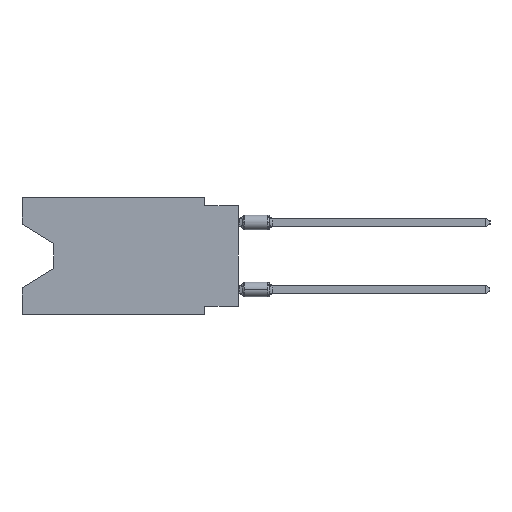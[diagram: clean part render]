
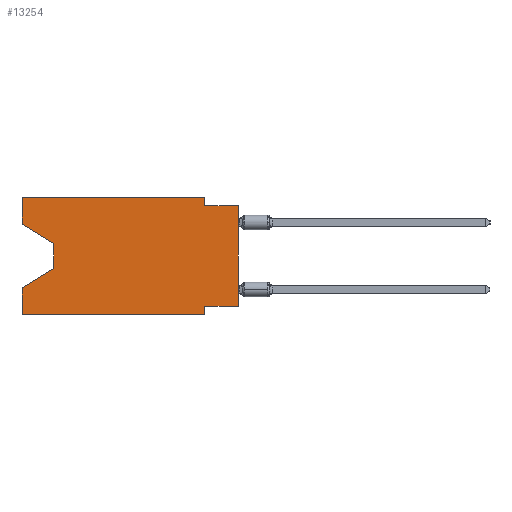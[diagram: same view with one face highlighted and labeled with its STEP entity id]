
A CAD part, left-side view. The second image highlights one B-rep face of the part: STEP entity #13254.
In plain terms, the highlighted planar face has unit normal (-1, 0, 0).
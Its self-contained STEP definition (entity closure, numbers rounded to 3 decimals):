
#24 = VERTEX_POINT ( 'NONE', #8038 ) ;
#125 = EDGE_CURVE ( 'NONE', #1680, #11506, #8104, .T. ) ;
#132 = DIRECTION ( 'NONE',  ( 0., 1., 0. ) ) ;
#308 = LINE ( 'NONE', #1268, #6023 ) ;
#408 = CARTESIAN_POINT ( 'NONE',  ( 0., 16.383, -6.852 ) ) ;
#506 = LINE ( 'NONE', #12728, #4529 ) ;
#660 = VECTOR ( 'NONE', #11419, 1000. ) ;
#857 = LINE ( 'NONE', #2974, #12568 ) ;
#1268 = CARTESIAN_POINT ( 'NONE',  ( 0., 16.383, 0. ) ) ;
#1343 = ORIENTED_EDGE ( 'NONE', *, *, #10468, .T. ) ;
#1466 = VECTOR ( 'NONE', #132, 1000. ) ;
#1680 = VERTEX_POINT ( 'NONE', #12799 ) ;
#1730 = LINE ( 'NONE', #5904, #7658 ) ;
#1861 = CARTESIAN_POINT ( 'NONE',  ( 0., 2.54, -0.635 ) ) ;
#1920 = ORIENTED_EDGE ( 'NONE', *, *, #125, .F. ) ;
#1940 = EDGE_CURVE ( 'NONE', #6150, #13365, #5276, .T. ) ;
#2055 = DIRECTION ( 'NONE',  ( 1., 0., 0. ) ) ;
#2290 = EDGE_CURVE ( 'NONE', #6646, #12778, #1730, .T. ) ;
#2343 = DIRECTION ( 'NONE',  ( 0., -1., 0. ) ) ;
#2413 = CARTESIAN_POINT ( 'NONE',  ( 0., 16.383, -8.89 ) ) ;
#2733 = CARTESIAN_POINT ( 'NONE',  ( 0., 16.383, 0. ) ) ;
#2974 = CARTESIAN_POINT ( 'NONE',  ( 0., 13.97, -3.505 ) ) ;
#3075 = CARTESIAN_POINT ( 'NONE',  ( 0., 16.383, -2.038 ) ) ;
#3224 = CARTESIAN_POINT ( 'NONE',  ( 0., 13.97, -5.385 ) ) ;
#3307 = ORIENTED_EDGE ( 'NONE', *, *, #6987, .T. ) ;
#3687 = VERTEX_POINT ( 'NONE', #9284 ) ;
#3888 = LINE ( 'NONE', #2733, #4307 ) ;
#4061 = DIRECTION ( 'NONE',  ( 0., 0., -1. ) ) ;
#4307 = VECTOR ( 'NONE', #7993, 1000. ) ;
#4331 = CARTESIAN_POINT ( 'NONE',  ( 0., 2.54, -8.89 ) ) ;
#4529 = VECTOR ( 'NONE', #9859, 1000. ) ;
#4793 = LINE ( 'NONE', #2413, #7322 ) ;
#4859 = DIRECTION ( 'NONE',  ( 0., 0., 1. ) ) ;
#5122 = CARTESIAN_POINT ( 'NONE',  ( 0., 0., -8.255 ) ) ;
#5276 = LINE ( 'NONE', #3224, #660 ) ;
#5465 = EDGE_CURVE ( 'NONE', #11506, #12778, #11045, .T. ) ;
#5650 = DIRECTION ( 'NONE',  ( 0., 0., 1. ) ) ;
#5904 = CARTESIAN_POINT ( 'NONE',  ( 0., 0., 0. ) ) ;
#6023 = VECTOR ( 'NONE', #5650, 1000. ) ;
#6150 = VERTEX_POINT ( 'NONE', #13520 ) ;
#6181 = CARTESIAN_POINT ( 'NONE',  ( 0., 2.54, -8.255 ) ) ;
#6266 = EDGE_LOOP ( 'NONE', ( #1343, #7831, #10789, #11747, #3307, #11333, #8994, #7963, #12514, #1920, #11674, #6635 ) ) ;
#6326 = VECTOR ( 'NONE', #10029, 1000. ) ;
#6502 = CARTESIAN_POINT ( 'NONE',  ( 0., 16.383, 0. ) ) ;
#6635 = ORIENTED_EDGE ( 'NONE', *, *, #6665, .F. ) ;
#6646 = VERTEX_POINT ( 'NONE', #10897 ) ;
#6665 = EDGE_CURVE ( 'NONE', #7063, #9124, #308, .T. ) ;
#6987 = EDGE_CURVE ( 'NONE', #12195, #3687, #4793, .T. ) ;
#7063 = VERTEX_POINT ( 'NONE', #8497 ) ;
#7086 = DIRECTION ( 'NONE',  ( 0., 0., -1. ) ) ;
#7128 = CARTESIAN_POINT ( 'NONE',  ( 0., 0., -0.635 ) ) ;
#7154 = DIRECTION ( 'NONE',  ( 0., 0., -1. ) ) ;
#7322 = VECTOR ( 'NONE', #2343, 1000. ) ;
#7341 = CARTESIAN_POINT ( 'NONE',  ( 0., 2.54, 0. ) ) ;
#7449 = PLANE ( 'NONE',  #11292 ) ;
#7658 = VECTOR ( 'NONE', #4859, 1000. ) ;
#7831 = ORIENTED_EDGE ( 'NONE', *, *, #8090, .T. ) ;
#7963 = ORIENTED_EDGE ( 'NONE', *, *, #2290, .T. ) ;
#7993 = DIRECTION ( 'NONE',  ( 0., 0., 1. ) ) ;
#8038 = CARTESIAN_POINT ( 'NONE',  ( 0., 13.97, -3.505 ) ) ;
#8090 = EDGE_CURVE ( 'NONE', #24, #6150, #857, .T. ) ;
#8104 = LINE ( 'NONE', #7341, #11752 ) ;
#8174 = EDGE_CURVE ( 'NONE', #11191, #3687, #9248, .T. ) ;
#8497 = CARTESIAN_POINT ( 'NONE',  ( 0., 16.383, -2.038 ) ) ;
#8994 = ORIENTED_EDGE ( 'NONE', *, *, #12838, .F. ) ;
#9124 = VERTEX_POINT ( 'NONE', #10765 ) ;
#9248 = LINE ( 'NONE', #4331, #9287 ) ;
#9284 = CARTESIAN_POINT ( 'NONE',  ( 0., 2.54, -8.89 ) ) ;
#9287 = VECTOR ( 'NONE', #4061, 1000. ) ;
#9607 = CARTESIAN_POINT ( 'NONE',  ( 0., 16.383, -8.89 ) ) ;
#9774 = EDGE_CURVE ( 'NONE', #9124, #1680, #506, .T. ) ;
#9859 = DIRECTION ( 'NONE',  ( 0., -1., 0. ) ) ;
#9890 = CARTESIAN_POINT ( 'NONE',  ( 0., 0., -0.635 ) ) ;
#10029 = DIRECTION ( 'NONE',  ( 0., -1., 0. ) ) ;
#10468 = EDGE_CURVE ( 'NONE', #7063, #24, #12430, .T. ) ;
#10765 = CARTESIAN_POINT ( 'NONE',  ( 0., 16.383, 0. ) ) ;
#10789 = ORIENTED_EDGE ( 'NONE', *, *, #1940, .T. ) ;
#10897 = CARTESIAN_POINT ( 'NONE',  ( 0., 0., -8.255 ) ) ;
#11045 = LINE ( 'NONE', #9890, #6326 ) ;
#11191 = VERTEX_POINT ( 'NONE', #6181 ) ;
#11292 = AXIS2_PLACEMENT_3D ( 'NONE', #6502, #2055, #11602 ) ;
#11333 = ORIENTED_EDGE ( 'NONE', *, *, #8174, .F. ) ;
#11399 = DIRECTION ( 'NONE',  ( 0., -0.855, -0.519 ) ) ;
#11419 = DIRECTION ( 'NONE',  ( 0., 0.855, -0.519 ) ) ;
#11506 = VERTEX_POINT ( 'NONE', #1861 ) ;
#11602 = DIRECTION ( 'NONE',  ( 0., 0., -1. ) ) ;
#11674 = ORIENTED_EDGE ( 'NONE', *, *, #9774, .F. ) ;
#11747 = ORIENTED_EDGE ( 'NONE', *, *, #13492, .F. ) ;
#11752 = VECTOR ( 'NONE', #7086, 1000. ) ;
#12195 = VERTEX_POINT ( 'NONE', #9607 ) ;
#12430 = LINE ( 'NONE', #3075, #12696 ) ;
#12514 = ORIENTED_EDGE ( 'NONE', *, *, #5465, .F. ) ;
#12568 = VECTOR ( 'NONE', #7154, 1000. ) ;
#12696 = VECTOR ( 'NONE', #11399, 1000. ) ;
#12698 = FACE_OUTER_BOUND ( 'NONE', #6266, .T. ) ;
#12728 = CARTESIAN_POINT ( 'NONE',  ( 0., 16.383, 0. ) ) ;
#12778 = VERTEX_POINT ( 'NONE', #7128 ) ;
#12799 = CARTESIAN_POINT ( 'NONE',  ( 0., 2.54, 0. ) ) ;
#12838 = EDGE_CURVE ( 'NONE', #6646, #11191, #13463, .T. ) ;
#13254 = ADVANCED_FACE ( 'NONE', ( #12698 ), #7449, .F. ) ;
#13365 = VERTEX_POINT ( 'NONE', #408 ) ;
#13463 = LINE ( 'NONE', #5122, #1466 ) ;
#13492 = EDGE_CURVE ( 'NONE', #12195, #13365, #3888, .T. ) ;
#13520 = CARTESIAN_POINT ( 'NONE',  ( 0., 13.97, -5.385 ) ) ;
